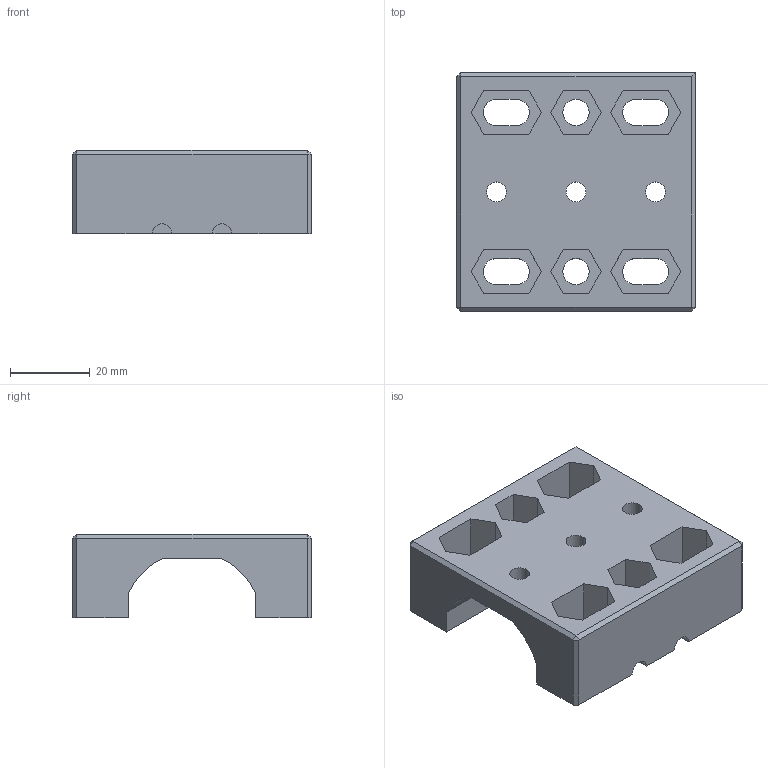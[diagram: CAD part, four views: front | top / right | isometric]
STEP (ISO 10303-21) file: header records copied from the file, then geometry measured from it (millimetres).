
FILE_DESCRIPTION((''),'2;1');
FILE_NAME('欄杆壓片-方YM-U60-21.stp','2013-07-10T16:44:12',('user'),(''),'Autodesk Inventor 2012','Autodesk Inventor 2012','');
FILE_SCHEMA(('AUTOMOTIVE_DESIGN { 1 0 10303 214 1 1 1 1 }'));
Length unit declared in the file: millimetre
Products named in the file (1): 欄杆壓片-方YM-U60-21
Bounding box: 60 x 60 x 21 mm (x, y, z)
Volume: 35796.4 mm3; surface area: 17329 mm2
Topology: 1 solids, 1 shells, 139 faces, 385 edges, 260 vertices
Faces by surface type: plane 112, cylinder 27
Full cylindrical faces by diameter (mm): 5 x3, 6.6 x2
Entity records: 4453 total; most frequent: CARTESIAN_POINT 774, ORIENTED_EDGE 744, DIRECTION 716, EDGE_CURVE 372, VECTOR 324, LINE 324, VERTEX_POINT 244, AXIS2_PLACEMENT_3D 196
